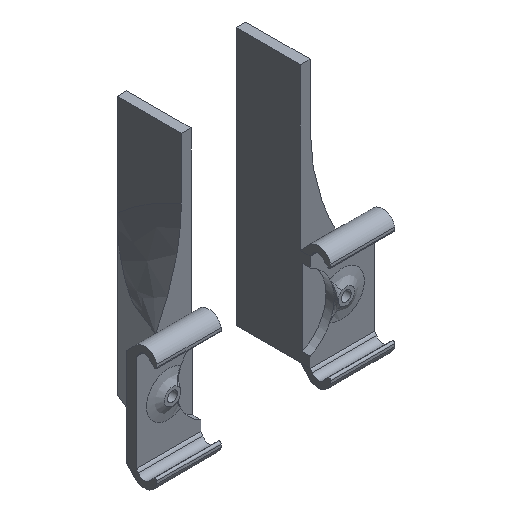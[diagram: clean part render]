
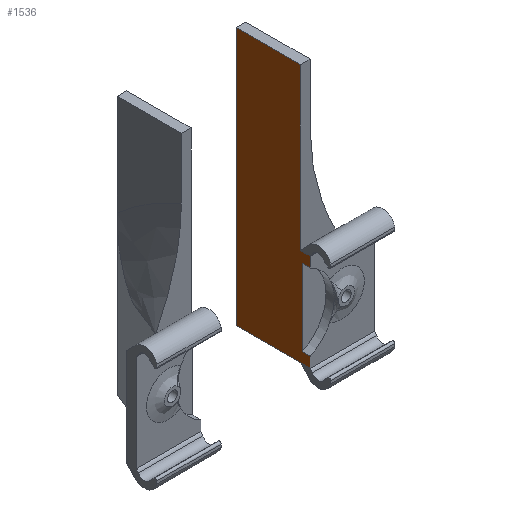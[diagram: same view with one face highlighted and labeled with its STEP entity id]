
A CAD part, isometric view. The second image highlights one B-rep face of the part: STEP entity #1536.
In plain terms, the highlighted face is planar.
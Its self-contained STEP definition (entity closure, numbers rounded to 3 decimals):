
#171=PLANE('',#1678);
#246=FACE_OUTER_BOUND('',#336,.T.);
#336=EDGE_LOOP('',(#1326,#1327,#1328,#1329,#1330,#1331,#1332,#1333,#1334,
#1335));
#434=LINE('',#2857,#572);
#435=LINE('',#2861,#573);
#439=LINE('',#2867,#577);
#440=LINE('',#3123,#578);
#441=LINE('',#3128,#579);
#463=LINE('',#3197,#601);
#464=LINE('',#3200,#602);
#465=LINE('',#3201,#603);
#466=LINE('',#3202,#604);
#467=LINE('',#3203,#605);
#572=VECTOR('',#1922,10.);
#573=VECTOR('',#1925,10.);
#577=VECTOR('',#1931,10.);
#578=VECTOR('',#1954,10.05);
#579=VECTOR('',#1959,10.05);
#601=VECTOR('',#2003,10.05);
#602=VECTOR('',#2008,10.);
#603=VECTOR('',#2009,10.);
#604=VECTOR('',#2010,10.);
#605=VECTOR('',#2011,10.);
#726=VERTEX_POINT('',#2853);
#727=VERTEX_POINT('',#2855);
#728=VERTEX_POINT('',#2859);
#729=VERTEX_POINT('',#2860);
#740=VERTEX_POINT('',#3121);
#741=VERTEX_POINT('',#3122);
#742=VERTEX_POINT('',#3125);
#743=VERTEX_POINT('',#3127);
#760=VERTEX_POINT('',#3195);
#761=VERTEX_POINT('',#3196);
#912=EDGE_CURVE('',#726,#727,#434,.T.);
#913=EDGE_CURVE('',#728,#729,#435,.T.);
#917=EDGE_CURVE('',#728,#727,#439,.T.);
#932=EDGE_CURVE('',#740,#741,#440,.T.);
#935=EDGE_CURVE('',#743,#742,#441,.T.);
#960=EDGE_CURVE('',#760,#761,#463,.T.);
#962=EDGE_CURVE('',#743,#729,#464,.T.);
#963=EDGE_CURVE('',#761,#742,#465,.T.);
#964=EDGE_CURVE('',#740,#760,#466,.T.);
#965=EDGE_CURVE('',#741,#726,#467,.T.);
#1326=ORIENTED_EDGE('',*,*,#913,.T.);
#1327=ORIENTED_EDGE('',*,*,#962,.F.);
#1328=ORIENTED_EDGE('',*,*,#935,.T.);
#1329=ORIENTED_EDGE('',*,*,#963,.F.);
#1330=ORIENTED_EDGE('',*,*,#960,.F.);
#1331=ORIENTED_EDGE('',*,*,#964,.F.);
#1332=ORIENTED_EDGE('',*,*,#932,.T.);
#1333=ORIENTED_EDGE('',*,*,#965,.T.);
#1334=ORIENTED_EDGE('',*,*,#912,.T.);
#1335=ORIENTED_EDGE('',*,*,#917,.F.);
#1536=ADVANCED_FACE('',(#246),#171,.F.);
#1678=AXIS2_PLACEMENT_3D('',#3199,#2006,#2007);
#1922=DIRECTION('',(0.,0.,-1.));
#1925=DIRECTION('',(0.,0.,1.));
#1931=DIRECTION('',(0.,-1.,0.));
#1954=DIRECTION('',(0.,0.,-1.));
#1959=DIRECTION('',(0.,0.,-1.));
#2003=DIRECTION('',(0.,0.,1.));
#2006=DIRECTION('center_axis',(-1.,0.,0.));
#2007=DIRECTION('ref_axis',(0.,0.,1.));
#2008=DIRECTION('',(0.,1.,0.));
#2009=DIRECTION('',(0.,-1.,0.));
#2010=DIRECTION('',(0.,1.,0.));
#2011=DIRECTION('',(0.,1.,0.));
#2853=CARTESIAN_POINT('',(-27.,6.,-15.103));
#2855=CARTESIAN_POINT('',(-27.,6.,-65.103));
#2857=CARTESIAN_POINT('',(-27.,6.,-15.103));
#2859=CARTESIAN_POINT('',(-27.,26.,-65.103));
#2860=CARTESIAN_POINT('',(-27.,26.,15.103));
#2861=CARTESIAN_POINT('',(-27.,26.,-7.51));
#2867=CARTESIAN_POINT('',(-27.,46.,-65.103));
#3121=CARTESIAN_POINT('',(-27.,3.,-11.893));
#3122=CARTESIAN_POINT('',(-27.,3.,-15.103));
#3123=CARTESIAN_POINT('',(-27.,3.,0.028));
#3125=CARTESIAN_POINT('',(-27.,3.,11.892));
#3127=CARTESIAN_POINT('',(-27.,3.,15.103));
#3128=CARTESIAN_POINT('',(-27.,3.,0.028));
#3195=CARTESIAN_POINT('',(-27.,5.5,-11.893));
#3196=CARTESIAN_POINT('',(-27.,5.5,11.892));
#3197=CARTESIAN_POINT('',(-27.,5.5,-7.524));
#3199=CARTESIAN_POINT('Origin',(-27.,3.,-15.047));
#3200=CARTESIAN_POINT('',(-27.,3.,15.103));
#3201=CARTESIAN_POINT('',(-27.,3.,11.892));
#3202=CARTESIAN_POINT('',(-27.,3.,-11.893));
#3203=CARTESIAN_POINT('',(-27.,2.125,-15.103));
